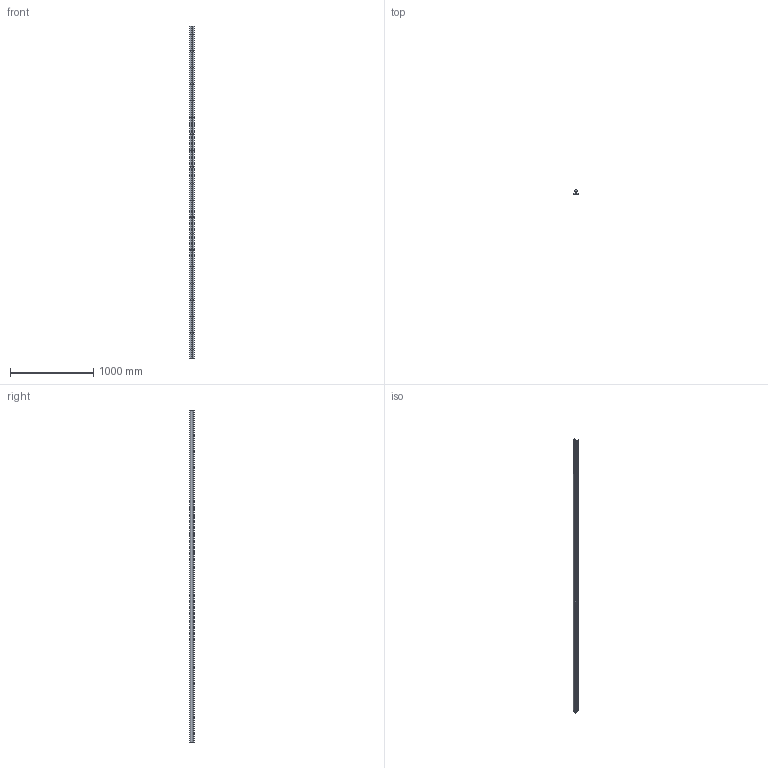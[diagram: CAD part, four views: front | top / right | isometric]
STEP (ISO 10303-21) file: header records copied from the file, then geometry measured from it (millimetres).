
FILE_DESCRIPTION (( 'STEP AP214' ), '1' );
FILE_NAME ('SA30 cu dimensiuni masurate fizic.STEP', '2016-01-06T08:48:07', ( '' ), ( '' ), 'SwSTEP 2.0', 'SolidWorks 2010', '' );
FILE_SCHEMA (( 'AUTOMOTIVE_DESIGN' ));
Length unit declared in the file: millimetre
Products named in the file (1): SA30 cu dimensiuni masurate fizic
Bounding box: 60 x 52 x 4000 mm (x, y, z)
Volume: 4887926 mm3; surface area: 1041213.3 mm2
Topology: 2 solids, 2 shells, 82 faces, 313 edges, 215 vertices
Faces by surface type: cylinder 64, plane 17, cone 1
Full cylindrical faces by diameter (mm): 6.5 x40, 6.8 x1, 8.5 x20, 30 x1
Entity records: 3027 total; most frequent: CARTESIAN_POINT 649, DIRECTION 441, ORIENTED_EDGE 418, EDGE_LOOP 245, EDGE_CURVE 209, AXIS2_PLACEMENT_3D 190, VERTEX_POINT 174, FACE_OUTER_BOUND 144
